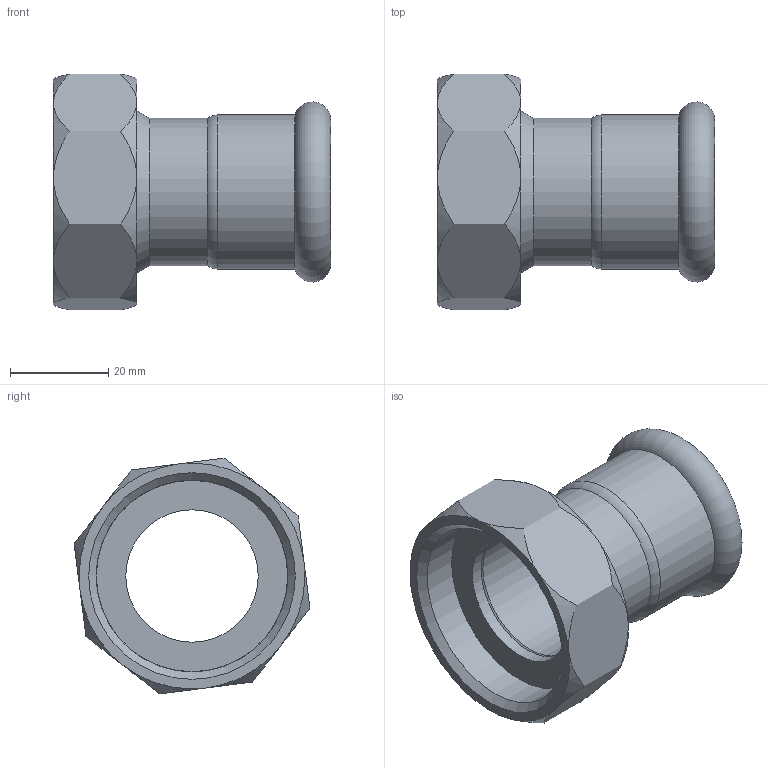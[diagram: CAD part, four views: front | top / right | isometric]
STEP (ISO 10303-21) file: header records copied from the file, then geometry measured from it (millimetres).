
FILE_DESCRIPTION(/* description */ ('MANICOTTO CON DADO 1 1/4" X De28'),/* implementation_level */ '2;1');
FILE_NAME(/* name */ '183028002_Inoxpres.stp',/* time_stamp */ '2022-10-11T11:38:06+02:00',/* author */ ('Vault'),/* organization */ ('Raccorderie metalliche s.p.a.'),/* preprocessor_version */ 'ST-DEVELOPER v18.1',/* originating_system */ 'Autodesk Inventor 2020',/* authorisation */ 'Raccorderie metalliche s.p.a.');
FILE_SCHEMA (('AUTOMOTIVE_DESIGN { 1 0 10303 214 3 1 1 }'));
Length unit declared in the file: millimetre
Products named in the file (1): 183028002_Inoxpres
Bounding box: 56.5 x 48.05 x 48.05 mm (x, y, z)
Volume: 20999.8 mm3; surface area: 16074.9 mm2
Topology: 1 solids, 1 shells, 66 faces, 174 edges, 115 vertices
Faces by surface type: cone 24, cylinder 20, plane 15, torus 7
Full cylindrical faces by diameter (mm): 27 x2, 28.4 x1, 28.8 x2, 30 x1, 31.4 x1, 34.8 x1, 35.6 x1, 38.6 x1, 39 x1, 39.1 x1
Entity records: 2113 total; most frequent: CARTESIAN_POINT 420, DIRECTION 382, ORIENTED_EDGE 348, EDGE_CURVE 174, AXIS2_PLACEMENT_3D 173, VERTEX_POINT 115, CIRCLE 106, EDGE_LOOP 73
